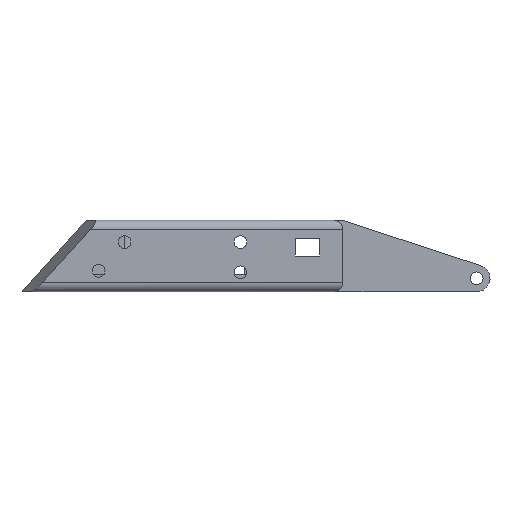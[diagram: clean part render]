
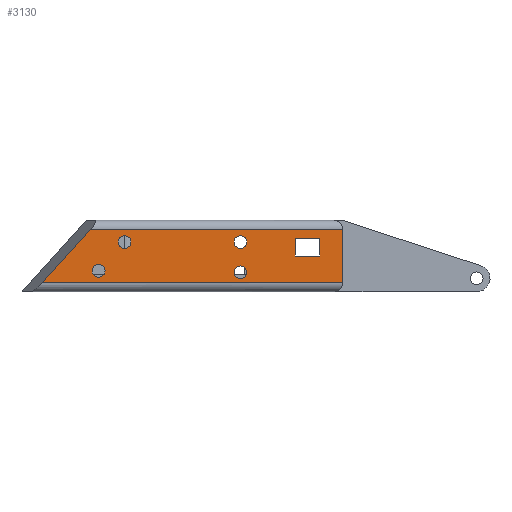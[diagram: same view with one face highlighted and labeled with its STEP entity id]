
A CAD part, left-side view. The second image highlights one B-rep face of the part: STEP entity #3130.
In plain terms, the highlighted planar face has unit normal (-1, 0, 0).
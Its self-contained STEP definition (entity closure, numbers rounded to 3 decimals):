
#113=FACE_BOUND('',#540,.T.);
#114=FACE_BOUND('',#541,.T.);
#115=FACE_BOUND('',#542,.T.);
#116=FACE_BOUND('',#543,.T.);
#117=FACE_BOUND('',#544,.T.);
#172=CIRCLE('',#3323,2.15);
#173=CIRCLE('',#3325,2.15);
#174=CIRCLE('',#3327,2.15);
#175=CIRCLE('',#3329,2.15);
#336=FACE_OUTER_BOUND('',#539,.T.);
#539=EDGE_LOOP('',(#2687,#2688,#2689,#2690));
#540=EDGE_LOOP('',(#2691));
#541=EDGE_LOOP('',(#2692));
#542=EDGE_LOOP('',(#2693));
#543=EDGE_LOOP('',(#2694));
#544=EDGE_LOOP('',(#2695,#2696,#2697,#2698));
#834=LINE('',#4888,#1177);
#837=LINE('',#4893,#1180);
#839=LINE('',#4897,#1182);
#840=LINE('',#4899,#1183);
#899=LINE('',#5080,#1242);
#900=LINE('',#5082,#1243);
#901=LINE('',#5084,#1244);
#902=LINE('',#5085,#1245);
#1177=VECTOR('',#3944,1.);
#1180=VECTOR('',#3949,1.);
#1182=VECTOR('',#3953,1.);
#1183=VECTOR('',#3956,1.);
#1242=VECTOR('',#4137,1.);
#1243=VECTOR('',#4138,1.);
#1244=VECTOR('',#4139,1.);
#1245=VECTOR('',#4140,1.);
#1479=VERTEX_POINT('',#4885);
#1480=VERTEX_POINT('',#4887);
#1481=VERTEX_POINT('',#4891);
#1482=VERTEX_POINT('',#4895);
#1498=VERTEX_POINT('',#4934);
#1499=VERTEX_POINT('',#4938);
#1500=VERTEX_POINT('',#4942);
#1501=VERTEX_POINT('',#4946);
#1542=VERTEX_POINT('',#5078);
#1543=VERTEX_POINT('',#5079);
#1544=VERTEX_POINT('',#5081);
#1545=VERTEX_POINT('',#5083);
#1854=EDGE_CURVE('',#1480,#1479,#834,.T.);
#1857=EDGE_CURVE('',#1479,#1481,#837,.T.);
#1859=EDGE_CURVE('',#1481,#1482,#839,.T.);
#1860=EDGE_CURVE('',#1482,#1480,#840,.T.);
#1878=EDGE_CURVE('',#1498,#1498,#172,.T.);
#1880=EDGE_CURVE('',#1499,#1499,#173,.T.);
#1882=EDGE_CURVE('',#1500,#1500,#174,.T.);
#1884=EDGE_CURVE('',#1501,#1501,#175,.T.);
#1942=EDGE_CURVE('',#1542,#1543,#899,.T.);
#1943=EDGE_CURVE('',#1544,#1543,#900,.T.);
#1944=EDGE_CURVE('',#1545,#1544,#901,.T.);
#1945=EDGE_CURVE('',#1542,#1545,#902,.T.);
#2687=ORIENTED_EDGE('',*,*,#1942,.T.);
#2688=ORIENTED_EDGE('',*,*,#1943,.F.);
#2689=ORIENTED_EDGE('',*,*,#1944,.F.);
#2690=ORIENTED_EDGE('',*,*,#1945,.F.);
#2691=ORIENTED_EDGE('',*,*,#1882,.F.);
#2692=ORIENTED_EDGE('',*,*,#1884,.F.);
#2693=ORIENTED_EDGE('',*,*,#1880,.F.);
#2694=ORIENTED_EDGE('',*,*,#1878,.F.);
#2695=ORIENTED_EDGE('',*,*,#1854,.T.);
#2696=ORIENTED_EDGE('',*,*,#1857,.T.);
#2697=ORIENTED_EDGE('',*,*,#1859,.T.);
#2698=ORIENTED_EDGE('',*,*,#1860,.T.);
#2986=PLANE('',#3379);
#3130=ADVANCED_FACE('',(#336,#113,#114,#115,#116,#117),#2986,.F.);
#3323=AXIS2_PLACEMENT_3D('',#4936,#3981,#3982);
#3325=AXIS2_PLACEMENT_3D('',#4940,#3986,#3987);
#3327=AXIS2_PLACEMENT_3D('',#4944,#3991,#3992);
#3329=AXIS2_PLACEMENT_3D('',#4948,#3996,#3997);
#3379=AXIS2_PLACEMENT_3D('',#5077,#4135,#4136);
#3944=DIRECTION('',(0.,0.,-1.));
#3949=DIRECTION('',(0.,1.,0.));
#3953=DIRECTION('',(0.,0.,1.));
#3956=DIRECTION('',(0.,-1.,0.));
#3981=DIRECTION('center_axis',(-1.,0.,0.));
#3982=DIRECTION('ref_axis',(0.,0.,1.));
#3986=DIRECTION('center_axis',(-1.,0.,0.));
#3987=DIRECTION('ref_axis',(0.,0.,1.));
#3991=DIRECTION('center_axis',(-1.,0.,0.));
#3992=DIRECTION('ref_axis',(0.,0.,1.));
#3996=DIRECTION('center_axis',(-1.,0.,0.));
#3997=DIRECTION('ref_axis',(0.,0.,1.));
#4135=DIRECTION('center_axis',(1.,0.,0.));
#4136=DIRECTION('ref_axis',(0.,0.,1.));
#4137=DIRECTION('',(0.,0.668,-0.744));
#4138=DIRECTION('',(0.,1.,0.));
#4139=DIRECTION('',(0.,0.,-1.));
#4140=DIRECTION('',(0.,-1.,0.));
#4885=CARTESIAN_POINT('',(-71.875,-35.375,0.));
#4887=CARTESIAN_POINT('',(-71.875,-35.375,6.));
#4888=CARTESIAN_POINT('',(-71.875,-35.375,2.483));
#4891=CARTESIAN_POINT('',(-71.875,-27.075,0.));
#4893=CARTESIAN_POINT('',(-71.875,-13.959,0.));
#4895=CARTESIAN_POINT('',(-71.875,-27.075,6.));
#4897=CARTESIAN_POINT('',(-71.875,-27.075,-0.517));
#4899=CARTESIAN_POINT('',(-71.875,-9.809,6.));
#4934=CARTESIAN_POINT('',(-71.875,-8.725,2.55));
#4936=CARTESIAN_POINT('Origin',(-71.875,-8.725,4.7));
#4938=CARTESIAN_POINT('',(-71.875,-8.725,-7.65));
#4940=CARTESIAN_POINT('Origin',(-71.875,-8.725,-5.5));
#4942=CARTESIAN_POINT('',(-71.875,38.93,-7.15));
#4944=CARTESIAN_POINT('Origin',(-71.875,38.93,-5.));
#4946=CARTESIAN_POINT('',(-71.875,30.215,2.55));
#4948=CARTESIAN_POINT('Origin',(-71.875,30.215,4.7));
#5077=CARTESIAN_POINT('Origin',(-71.875,7.457,-1.034));
#5078=CARTESIAN_POINT('',(-71.875,41.678,9.));
#5079=CARTESIAN_POINT('',(-71.875,57.85,-9.));
#5080=CARTESIAN_POINT('',(-71.875,40.833,9.941));
#5081=CARTESIAN_POINT('',(-71.875,-43.125,-9.));
#5082=CARTESIAN_POINT('',(-71.875,-43.125,-9.));
#5083=CARTESIAN_POINT('',(-71.875,-43.125,9.));
#5084=CARTESIAN_POINT('',(-71.875,-43.125,12.));
#5085=CARTESIAN_POINT('',(-71.875,38.983,9.));
